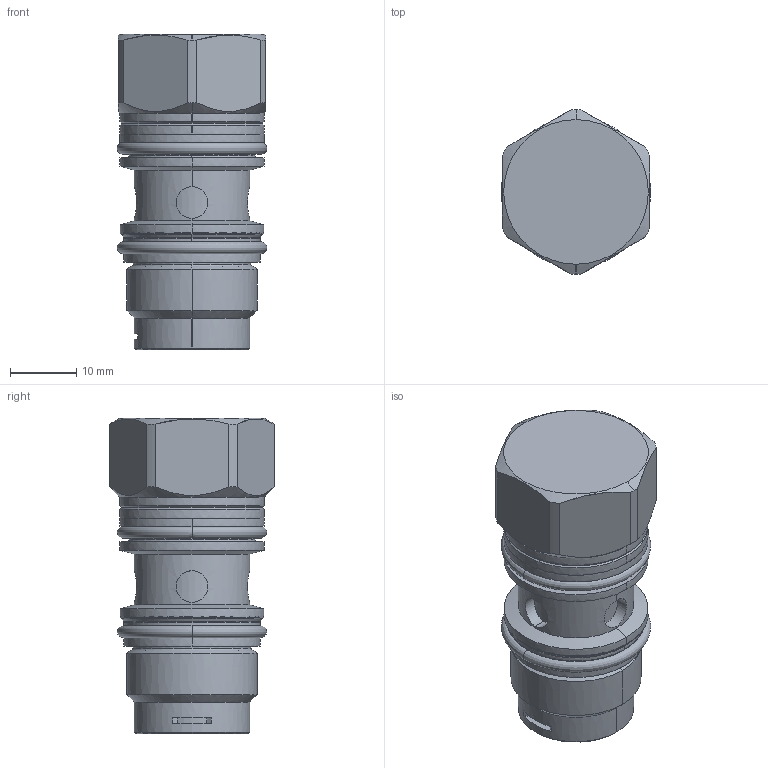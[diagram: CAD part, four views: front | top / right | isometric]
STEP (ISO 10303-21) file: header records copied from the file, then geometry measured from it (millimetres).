
FILE_DESCRIPTION((''),'2;1');
FILE_NAME('XEOBXXN_SW_PRT','2020-05-07T',('charlief'),(''),'PRO/ENGINEER BY PARAMETRIC TECHNOLOGY CORPORATION, 2016010','PRO/ENGINEER BY PARAMETRIC TECHNOLOGY CORPORATION, 2016010','');
FILE_SCHEMA(('CONFIG_CONTROL_DESIGN'));
Length unit declared in the file: inch
Products named in the file (1): XEOBXXN_SW_PRT
Bounding box: 22.55 x 24.84 x 47.62 mm (x, y, z)
Surface area: 6399.1 mm2 (no closed solid volume)
Topology: 0 solids, 0 shells, 133 faces, 628 edges, 620 vertices
Faces by surface type: bspline 113, torus 20
Entity records: 20706 total; most frequent: CARTESIAN_POINT 15052, DIRECTION 944, TRIMMED_CURVE 738, DEFINITIONAL_REPRESENTATION 612, PCURVE 612, COMPOSITE_CURVE_SEGMENT 612, VECTOR 572, LINE 572
